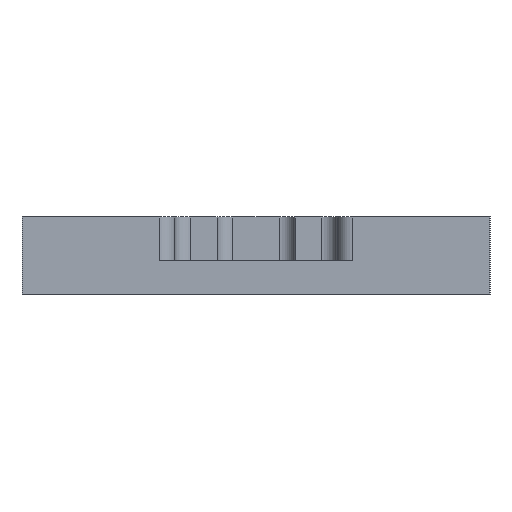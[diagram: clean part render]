
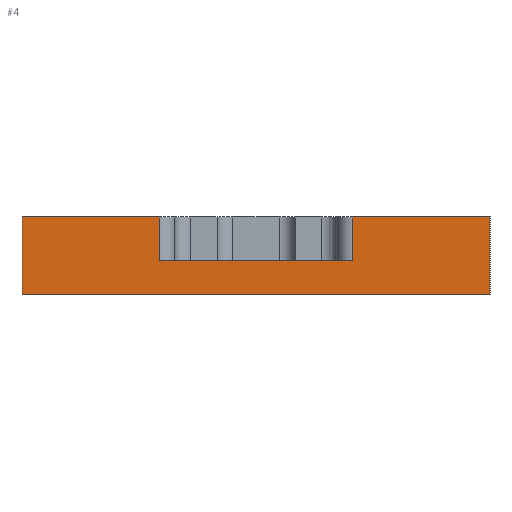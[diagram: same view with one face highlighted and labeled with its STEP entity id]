
A CAD part, left-side view. The second image highlights one B-rep face of the part: STEP entity #4.
In plain terms, the highlighted planar face has unit normal (-1, 0, 0).
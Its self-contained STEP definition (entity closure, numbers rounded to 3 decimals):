
#4 = ADVANCED_FACE ( 'NONE', ( #3440 ), #867, .F. ) ;
#68 = LINE ( 'NONE', #159, #2249 ) ;
#86 = CARTESIAN_POINT ( 'NONE',  ( -72.298, -10.2, 5. ) ) ;
#159 = CARTESIAN_POINT ( 'NONE',  ( -72.298, -10.2, 2.2 ) ) ;
#284 = VECTOR ( 'NONE', #3049, 1000. ) ;
#363 = CARTESIAN_POINT ( 'NONE',  ( -72.298, -6.2, 5. ) ) ;
#366 = VECTOR ( 'NONE', #2875, 1000. ) ;
#437 = VERTEX_POINT ( 'NONE', #3218 ) ;
#440 = DIRECTION ( 'NONE',  ( 0., -1., 0. ) ) ;
#480 = CARTESIAN_POINT ( 'NONE',  ( -72.298, 15., 2.5 ) ) ;
#503 = VECTOR ( 'NONE', #1444, 1000. ) ;
#543 = VERTEX_POINT ( 'NONE', #1161 ) ;
#657 = ORIENTED_EDGE ( 'NONE', *, *, #2822, .F. ) ;
#777 = VERTEX_POINT ( 'NONE', #1010 ) ;
#813 = CARTESIAN_POINT ( 'NONE',  ( -72.298, 15., 0. ) ) ;
#867 = PLANE ( 'NONE',  #3480 ) ;
#897 = EDGE_CURVE ( 'NONE', #777, #1462, #1436, .T. ) ;
#1010 = CARTESIAN_POINT ( 'NONE',  ( -72.298, 15., 5. ) ) ;
#1083 = ORIENTED_EDGE ( 'NONE', *, *, #1319, .T. ) ;
#1086 = EDGE_CURVE ( 'NONE', #543, #2422, #2566, .T. ) ;
#1099 = LINE ( 'NONE', #1836, #366 ) ;
#1161 = CARTESIAN_POINT ( 'NONE',  ( -72.298, -6.2, 2.2 ) ) ;
#1275 = LINE ( 'NONE', #1456, #284 ) ;
#1319 = EDGE_CURVE ( 'NONE', #1462, #3497, #1380, .T. ) ;
#1336 = CARTESIAN_POINT ( 'NONE',  ( -72.298, 6.2, 2.2 ) ) ;
#1380 = LINE ( 'NONE', #3090, #1811 ) ;
#1420 = CARTESIAN_POINT ( 'NONE',  ( -72.298, -10.2, 2.5 ) ) ;
#1436 = LINE ( 'NONE', #480, #2781 ) ;
#1444 = DIRECTION ( 'NONE',  ( 0., -1., 0. ) ) ;
#1456 = CARTESIAN_POINT ( 'NONE',  ( -72.298, 6.2, 2.5 ) ) ;
#1462 = VERTEX_POINT ( 'NONE', #813 ) ;
#1474 = DIRECTION ( 'NONE',  ( 0., -1., 0. ) ) ;
#1496 = CARTESIAN_POINT ( 'NONE',  ( -72.298, -15., 0. ) ) ;
#1768 = LINE ( 'NONE', #86, #2231 ) ;
#1811 = VECTOR ( 'NONE', #1474, 1000. ) ;
#1836 = CARTESIAN_POINT ( 'NONE',  ( -72.298, -15., 2.5 ) ) ;
#1976 = DIRECTION ( 'NONE',  ( 1., 0., 0. ) ) ;
#2027 = DIRECTION ( 'NONE',  ( 0., -1., 0. ) ) ;
#2057 = ORIENTED_EDGE ( 'NONE', *, *, #2849, .F. ) ;
#2063 = ORIENTED_EDGE ( 'NONE', *, *, #897, .T. ) ;
#2137 = DIRECTION ( 'NONE',  ( 0., 0., -1. ) ) ;
#2191 = CARTESIAN_POINT ( 'NONE',  ( -72.298, -6.2, 2.5 ) ) ;
#2231 = VECTOR ( 'NONE', #2027, 1000. ) ;
#2249 = VECTOR ( 'NONE', #440, 1000. ) ;
#2403 = EDGE_CURVE ( 'NONE', #2422, #437, #1768, .T. ) ;
#2422 = VERTEX_POINT ( 'NONE', #363 ) ;
#2426 = VERTEX_POINT ( 'NONE', #3185 ) ;
#2468 = EDGE_CURVE ( 'NONE', #3497, #437, #1099, .T. ) ;
#2524 = VERTEX_POINT ( 'NONE', #1336 ) ;
#2566 = LINE ( 'NONE', #2191, #2954 ) ;
#2693 = EDGE_LOOP ( 'NONE', ( #2959, #2057, #657, #2063, #1083, #2914, #2770, #2861 ) ) ;
#2762 = CARTESIAN_POINT ( 'NONE',  ( -72.298, -10.2, 5. ) ) ;
#2770 = ORIENTED_EDGE ( 'NONE', *, *, #2403, .F. ) ;
#2781 = VECTOR ( 'NONE', #2137, 1000. ) ;
#2822 = EDGE_CURVE ( 'NONE', #777, #2426, #2890, .T. ) ;
#2849 = EDGE_CURVE ( 'NONE', #2426, #2524, #1275, .T. ) ;
#2861 = ORIENTED_EDGE ( 'NONE', *, *, #1086, .F. ) ;
#2875 = DIRECTION ( 'NONE',  ( 0., 0., 1. ) ) ;
#2890 = LINE ( 'NONE', #2762, #503 ) ;
#2914 = ORIENTED_EDGE ( 'NONE', *, *, #2468, .T. ) ;
#2954 = VECTOR ( 'NONE', #2983, 1000. ) ;
#2959 = ORIENTED_EDGE ( 'NONE', *, *, #3182, .F. ) ;
#2983 = DIRECTION ( 'NONE',  ( 0., 0., 1. ) ) ;
#3049 = DIRECTION ( 'NONE',  ( 0., 0., -1. ) ) ;
#3090 = CARTESIAN_POINT ( 'NONE',  ( -72.298, 0., 0. ) ) ;
#3182 = EDGE_CURVE ( 'NONE', #2524, #543, #68, .T. ) ;
#3185 = CARTESIAN_POINT ( 'NONE',  ( -72.298, 6.2, 5. ) ) ;
#3218 = CARTESIAN_POINT ( 'NONE',  ( -72.298, -15., 5. ) ) ;
#3316 = DIRECTION ( 'NONE',  ( 0., 0., -1. ) ) ;
#3440 = FACE_OUTER_BOUND ( 'NONE', #2693, .T. ) ;
#3480 = AXIS2_PLACEMENT_3D ( 'NONE', #1420, #1976, #3316 ) ;
#3497 = VERTEX_POINT ( 'NONE', #1496 ) ;
